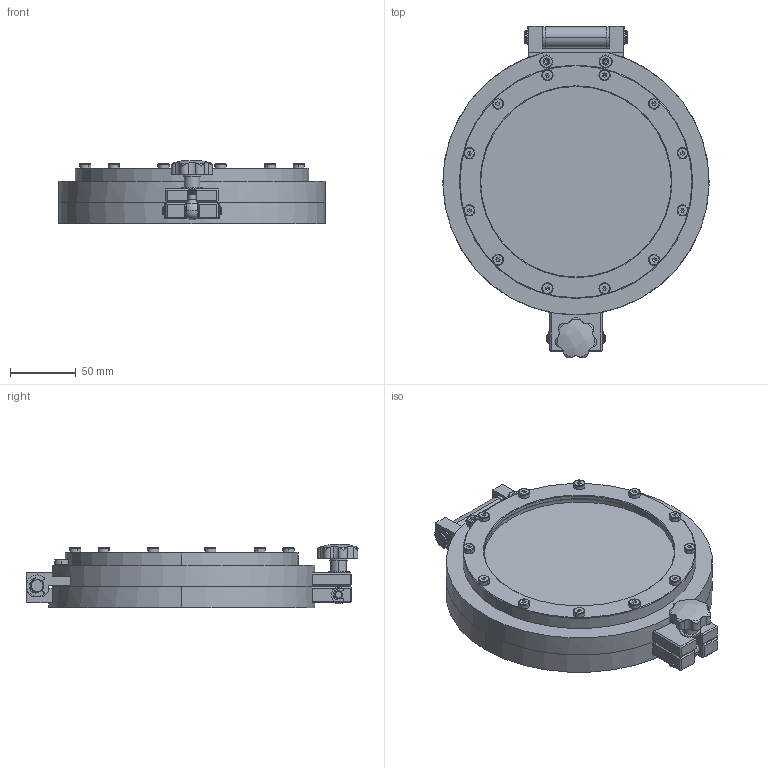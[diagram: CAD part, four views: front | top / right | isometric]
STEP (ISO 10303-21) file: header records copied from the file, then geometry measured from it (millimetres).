
FILE_DESCRIPTION (( 'STEP AP214' ), '1' );
FILE_NAME ('420KTU160-G.stp', '2017-05-15T07:47:05', ( '' ), ( '' ), 'SwSTEP 2.0', 'SolidWorks 2015', '' );
FILE_SCHEMA (( 'AUTOMOTIVE_DESIGN' ));
Length unit declared in the file: millimetre
Products named in the file (1): 420KTU160-G
Bounding box: 202.5 x 252.56 x 47.94 mm (x, y, z)
Volume: 729401.6 mm3; surface area: 219125.8 mm2
Topology: 28 solids, 28 shells, 1098 faces, 2572 edges, 1565 vertices
Faces by surface type: plane 416, cylinder 400, cone 196, torus 76, bspline 8, sphere 2
Entity records: 44198 total; most frequent: CARTESIAN_POINT 5968, DIRECTION 5881, ORIENTED_EDGE 5026, EDGE_CURVE 2513, AXIS2_PLACEMENT_3D 2315, VERTEX_POINT 1562, EDGE_LOOP 1257, VECTOR 1251
